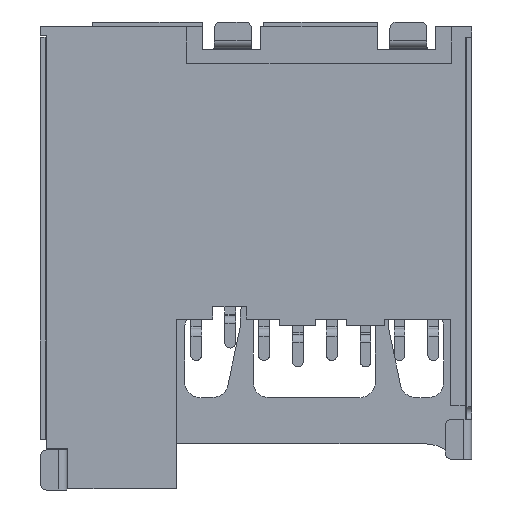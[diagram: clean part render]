
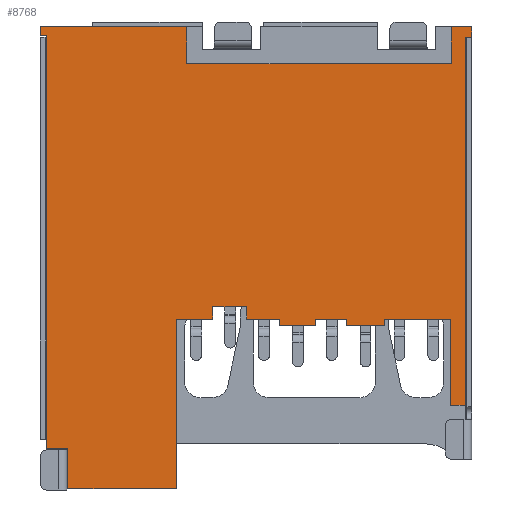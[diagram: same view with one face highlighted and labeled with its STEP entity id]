
A CAD part, front view. The second image highlights one B-rep face of the part: STEP entity #8768.
In plain terms, the highlighted planar face has unit normal (0, -1, 0).
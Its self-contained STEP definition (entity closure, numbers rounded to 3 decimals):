
#213=PLANE('',#9453);
#697=FACE_OUTER_BOUND('',#1232,.T.);
#1232=EDGE_LOOP('',(#7103,#7104,#7105,#7106,#7107,#7108,#7109,#7110,#7111,
#7112,#7113,#7114,#7115,#7116,#7117,#7118,#7119,#7120,#7121,#7122,#7123,
#7124,#7125,#7126,#7127,#7128,#7129,#7130,#7131,#7132));
#1916=LINE('',#13480,#2964);
#1921=LINE('',#13489,#2969);
#1924=LINE('',#13495,#2972);
#1929=LINE('',#13505,#2977);
#1933=LINE('',#13513,#2981);
#1939=LINE('',#13524,#2987);
#1944=LINE('',#13535,#2992);
#1955=LINE('',#13556,#3003);
#1958=LINE('',#13562,#3006);
#1970=LINE('',#13585,#3018);
#1974=LINE('',#13593,#3022);
#1978=LINE('',#13601,#3026);
#1981=LINE('',#13607,#3029);
#1993=LINE('',#13630,#3041);
#1997=LINE('',#13638,#3045);
#2001=LINE('',#13646,#3049);
#2004=LINE('',#13652,#3052);
#2011=LINE('',#13666,#3059);
#2014=LINE('',#13672,#3062);
#2023=LINE('',#13689,#3071);
#2031=LINE('',#13705,#3079);
#2034=LINE('',#13711,#3082);
#2037=LINE('',#13718,#3085);
#2040=LINE('',#13724,#3088);
#2043=LINE('',#13730,#3091);
#2048=LINE('',#13739,#3096);
#2050=LINE('',#13743,#3098);
#2053=LINE('',#13749,#3101);
#2054=LINE('',#13751,#3102);
#2055=LINE('',#13752,#3103);
#2964=VECTOR('',#10907,1000.);
#2969=VECTOR('',#10914,1000.);
#2972=VECTOR('',#10919,1000.);
#2977=VECTOR('',#10926,1000.);
#2981=VECTOR('',#10932,1000.);
#2987=VECTOR('',#10940,1000.);
#2992=VECTOR('',#10947,1000.);
#3003=VECTOR('',#10960,1000.);
#3006=VECTOR('',#10965,1000.);
#3018=VECTOR('',#10979,1000.);
#3022=VECTOR('',#10985,1000.);
#3026=VECTOR('',#10991,1000.);
#3029=VECTOR('',#10996,1000.);
#3041=VECTOR('',#11010,1000.);
#3045=VECTOR('',#11016,1000.);
#3049=VECTOR('',#11022,1000.);
#3052=VECTOR('',#11027,1000.);
#3059=VECTOR('',#11036,1000.);
#3062=VECTOR('',#11041,1000.);
#3071=VECTOR('',#11052,1000.);
#3079=VECTOR('',#11062,1000.);
#3082=VECTOR('',#11067,1000.);
#3085=VECTOR('',#11072,1000.);
#3088=VECTOR('',#11077,1000.);
#3091=VECTOR('',#11082,1000.);
#3096=VECTOR('',#11089,1000.);
#3098=VECTOR('',#11093,1000.);
#3101=VECTOR('',#11098,1000.);
#3102=VECTOR('',#11099,1000.);
#3103=VECTOR('',#11100,1000.);
#4172=VERTEX_POINT('',#13477);
#4173=VERTEX_POINT('',#13479);
#4176=VERTEX_POINT('',#13488);
#4178=VERTEX_POINT('',#13494);
#4182=VERTEX_POINT('',#13504);
#4185=VERTEX_POINT('',#13512);
#4187=VERTEX_POINT('',#13517);
#4194=VERTEX_POINT('',#13534);
#4203=VERTEX_POINT('',#13555);
#4205=VERTEX_POINT('',#13561);
#4211=VERTEX_POINT('',#13574);
#4218=VERTEX_POINT('',#13592);
#4221=VERTEX_POINT('',#13600);
#4223=VERTEX_POINT('',#13606);
#4229=VERTEX_POINT('',#13619);
#4236=VERTEX_POINT('',#13637);
#4239=VERTEX_POINT('',#13645);
#4241=VERTEX_POINT('',#13651);
#4247=VERTEX_POINT('',#13665);
#4249=VERTEX_POINT('',#13671);
#4255=VERTEX_POINT('',#13684);
#4258=VERTEX_POINT('',#13692);
#4265=VERTEX_POINT('',#13708);
#4268=VERTEX_POINT('',#13717);
#4270=VERTEX_POINT('',#13723);
#4272=VERTEX_POINT('',#13729);
#4274=VERTEX_POINT('',#13734);
#4276=VERTEX_POINT('',#13742);
#4278=VERTEX_POINT('',#13748);
#4279=VERTEX_POINT('',#13750);
#5147=EDGE_CURVE('',#4173,#4172,#1916,.T.);
#5152=EDGE_CURVE('',#4176,#4173,#1921,.T.);
#5155=EDGE_CURVE('',#4178,#4176,#1924,.T.);
#5160=EDGE_CURVE('',#4182,#4178,#1929,.T.);
#5164=EDGE_CURVE('',#4185,#4182,#1933,.T.);
#5170=EDGE_CURVE('',#4187,#4185,#1939,.T.);
#5175=EDGE_CURVE('',#4194,#4187,#1944,.T.);
#5186=EDGE_CURVE('',#4203,#4194,#1955,.T.);
#5189=EDGE_CURVE('',#4205,#4203,#1958,.T.);
#5201=EDGE_CURVE('',#4211,#4205,#1970,.T.);
#5205=EDGE_CURVE('',#4218,#4211,#1974,.T.);
#5209=EDGE_CURVE('',#4221,#4218,#1978,.T.);
#5212=EDGE_CURVE('',#4223,#4221,#1981,.T.);
#5224=EDGE_CURVE('',#4229,#4223,#1993,.T.);
#5228=EDGE_CURVE('',#4236,#4229,#1997,.T.);
#5232=EDGE_CURVE('',#4239,#4236,#2001,.T.);
#5235=EDGE_CURVE('',#4241,#4239,#2004,.T.);
#5242=EDGE_CURVE('',#4247,#4241,#2011,.T.);
#5245=EDGE_CURVE('',#4249,#4247,#2014,.T.);
#5254=EDGE_CURVE('',#4255,#4249,#2023,.T.);
#5262=EDGE_CURVE('',#4258,#4255,#2031,.T.);
#5265=EDGE_CURVE('',#4265,#4258,#2034,.T.);
#5268=EDGE_CURVE('',#4268,#4265,#2037,.T.);
#5271=EDGE_CURVE('',#4270,#4268,#2040,.T.);
#5274=EDGE_CURVE('',#4272,#4270,#2043,.T.);
#5279=EDGE_CURVE('',#4274,#4272,#2048,.T.);
#5281=EDGE_CURVE('',#4276,#4274,#2050,.T.);
#5284=EDGE_CURVE('',#4276,#4278,#2053,.T.);
#5285=EDGE_CURVE('',#4279,#4172,#2054,.T.);
#5286=EDGE_CURVE('',#4278,#4279,#2055,.T.);
#7103=ORIENTED_EDGE('',*,*,#5284,.F.);
#7104=ORIENTED_EDGE('',*,*,#5281,.T.);
#7105=ORIENTED_EDGE('',*,*,#5279,.T.);
#7106=ORIENTED_EDGE('',*,*,#5274,.T.);
#7107=ORIENTED_EDGE('',*,*,#5271,.T.);
#7108=ORIENTED_EDGE('',*,*,#5268,.T.);
#7109=ORIENTED_EDGE('',*,*,#5265,.T.);
#7110=ORIENTED_EDGE('',*,*,#5262,.T.);
#7111=ORIENTED_EDGE('',*,*,#5254,.T.);
#7112=ORIENTED_EDGE('',*,*,#5245,.T.);
#7113=ORIENTED_EDGE('',*,*,#5242,.T.);
#7114=ORIENTED_EDGE('',*,*,#5235,.T.);
#7115=ORIENTED_EDGE('',*,*,#5232,.T.);
#7116=ORIENTED_EDGE('',*,*,#5228,.T.);
#7117=ORIENTED_EDGE('',*,*,#5224,.T.);
#7118=ORIENTED_EDGE('',*,*,#5212,.T.);
#7119=ORIENTED_EDGE('',*,*,#5209,.T.);
#7120=ORIENTED_EDGE('',*,*,#5205,.T.);
#7121=ORIENTED_EDGE('',*,*,#5201,.T.);
#7122=ORIENTED_EDGE('',*,*,#5189,.T.);
#7123=ORIENTED_EDGE('',*,*,#5186,.T.);
#7124=ORIENTED_EDGE('',*,*,#5175,.T.);
#7125=ORIENTED_EDGE('',*,*,#5170,.T.);
#7126=ORIENTED_EDGE('',*,*,#5164,.T.);
#7127=ORIENTED_EDGE('',*,*,#5160,.T.);
#7128=ORIENTED_EDGE('',*,*,#5155,.T.);
#7129=ORIENTED_EDGE('',*,*,#5152,.T.);
#7130=ORIENTED_EDGE('',*,*,#5147,.T.);
#7131=ORIENTED_EDGE('',*,*,#5285,.F.);
#7132=ORIENTED_EDGE('',*,*,#5286,.F.);
#8768=ADVANCED_FACE('',(#697),#213,.T.);
#9453=AXIS2_PLACEMENT_3D('',#13747,#11096,#11097);
#10907=DIRECTION('',(-1.,0.,0.));
#10914=DIRECTION('',(0.,0.,1.));
#10919=DIRECTION('',(1.,0.,0.));
#10926=DIRECTION('',(0.,0.,1.));
#10932=DIRECTION('',(1.,0.,0.));
#10940=DIRECTION('',(0.,0.,-1.));
#10947=DIRECTION('',(1.,0.,0.));
#10960=DIRECTION('',(0.,0.,1.));
#10965=DIRECTION('',(1.,0.,0.));
#10979=DIRECTION('',(0.,0.,-1.));
#10985=DIRECTION('',(1.,0.,0.));
#10991=DIRECTION('',(0.,0.,1.));
#10996=DIRECTION('',(1.,0.,0.));
#11010=DIRECTION('',(0.,0.,-1.));
#11016=DIRECTION('',(1.,0.,0.));
#11022=DIRECTION('',(0.,0.,-1.));
#11027=DIRECTION('',(1.,0.,0.));
#11036=DIRECTION('',(0.,0.,1.));
#11041=DIRECTION('',(1.,0.,0.));
#11052=DIRECTION('',(0.,0.,1.));
#11062=DIRECTION('',(1.,0.,0.));
#11067=DIRECTION('',(0.,0.,-1.));
#11072=DIRECTION('',(1.,0.,0.));
#11077=DIRECTION('',(0.,0.,-1.));
#11082=DIRECTION('',(1.,0.,0.));
#11089=DIRECTION('',(0.,0.,-1.));
#11093=DIRECTION('',(-1.,0.,0.));
#11096=DIRECTION('center_axis',(0.,-1.,0.));
#11097=DIRECTION('ref_axis',(0.,0.,-1.));
#11098=DIRECTION('',(0.,0.,-1.));
#11099=DIRECTION('',(0.,0.,1.));
#11100=DIRECTION('',(1.,0.,0.));
#13477=CARTESIAN_POINT('',(6.34,0.05,7.45));
#13479=CARTESIAN_POINT('',(7.,0.05,7.45));
#13480=CARTESIAN_POINT('',(7.,0.05,7.45));
#13488=CARTESIAN_POINT('',(7.,0.05,7.1));
#13489=CARTESIAN_POINT('',(7.,0.05,7.45));
#13494=CARTESIAN_POINT('',(6.8,0.05,7.1));
#13495=CARTESIAN_POINT('',(7.,0.05,7.1));
#13504=CARTESIAN_POINT('',(6.8,0.05,-4.851));
#13505=CARTESIAN_POINT('',(6.8,0.05,7.1));
#13512=CARTESIAN_POINT('',(6.317,0.05,-4.851));
#13513=CARTESIAN_POINT('',(6.8,0.05,-4.851));
#13517=CARTESIAN_POINT('',(6.317,0.05,-2.051));
#13524=CARTESIAN_POINT('',(6.317,0.05,-4.851));
#13534=CARTESIAN_POINT('',(4.166,0.05,-2.051));
#13535=CARTESIAN_POINT('',(6.317,0.05,-2.051));
#13555=CARTESIAN_POINT('',(4.166,0.05,-2.251));
#13556=CARTESIAN_POINT('',(4.166,0.05,-2.051));
#13561=CARTESIAN_POINT('',(2.945,0.05,-2.251));
#13562=CARTESIAN_POINT('',(4.166,0.05,-2.251));
#13574=CARTESIAN_POINT('',(2.945,0.05,-2.051));
#13585=CARTESIAN_POINT('',(2.945,0.05,-2.251));
#13592=CARTESIAN_POINT('',(1.947,0.05,-2.051));
#13593=CARTESIAN_POINT('',(2.945,0.05,-2.051));
#13600=CARTESIAN_POINT('',(1.947,0.05,-2.251));
#13601=CARTESIAN_POINT('',(1.947,0.05,-2.051));
#13606=CARTESIAN_POINT('',(0.754,0.05,-2.251));
#13607=CARTESIAN_POINT('',(1.947,0.05,-2.251));
#13619=CARTESIAN_POINT('',(0.754,0.05,-2.051));
#13630=CARTESIAN_POINT('',(0.754,0.05,-2.251));
#13637=CARTESIAN_POINT('',(-0.305,0.05,-2.051));
#13638=CARTESIAN_POINT('',(0.754,0.05,-2.051));
#13645=CARTESIAN_POINT('',(-0.305,0.05,-1.641));
#13646=CARTESIAN_POINT('',(-0.305,0.05,-2.051));
#13651=CARTESIAN_POINT('',(-1.408,0.05,-1.641));
#13652=CARTESIAN_POINT('',(-0.305,0.05,-1.641));
#13665=CARTESIAN_POINT('',(-1.408,0.05,-2.051));
#13666=CARTESIAN_POINT('',(-1.408,0.05,-1.641));
#13671=CARTESIAN_POINT('',(-2.586,0.05,-2.051));
#13672=CARTESIAN_POINT('',(-1.408,0.05,-2.051));
#13684=CARTESIAN_POINT('',(-2.586,0.05,-7.56));
#13689=CARTESIAN_POINT('',(-2.586,0.05,-2.051));
#13692=CARTESIAN_POINT('',(-6.11,0.05,-7.56));
#13705=CARTESIAN_POINT('',(-2.586,0.05,-7.56));
#13708=CARTESIAN_POINT('',(-6.11,0.05,-6.26));
#13711=CARTESIAN_POINT('',(-6.11,0.05,-7.56));
#13717=CARTESIAN_POINT('',(-6.8,0.05,-6.26));
#13718=CARTESIAN_POINT('',(-6.11,0.05,-6.26));
#13723=CARTESIAN_POINT('',(-6.8,0.05,7.157));
#13724=CARTESIAN_POINT('',(-6.8,0.05,-6.26));
#13729=CARTESIAN_POINT('',(-7.,0.05,7.157));
#13730=CARTESIAN_POINT('',(-6.8,0.05,7.157));
#13734=CARTESIAN_POINT('',(-7.,0.05,7.45));
#13739=CARTESIAN_POINT('',(-7.,0.05,7.157));
#13742=CARTESIAN_POINT('',(-2.244,0.05,7.45));
#13743=CARTESIAN_POINT('',(-1.75,0.05,7.45));
#13747=CARTESIAN_POINT('Origin',(0.,0.05,0.));
#13748=CARTESIAN_POINT('',(-2.244,0.05,6.25));
#13749=CARTESIAN_POINT('',(-2.244,0.05,7.45));
#13750=CARTESIAN_POINT('',(6.34,0.05,6.25));
#13751=CARTESIAN_POINT('',(6.34,0.05,7.45));
#13752=CARTESIAN_POINT('',(-2.244,0.05,6.25));
